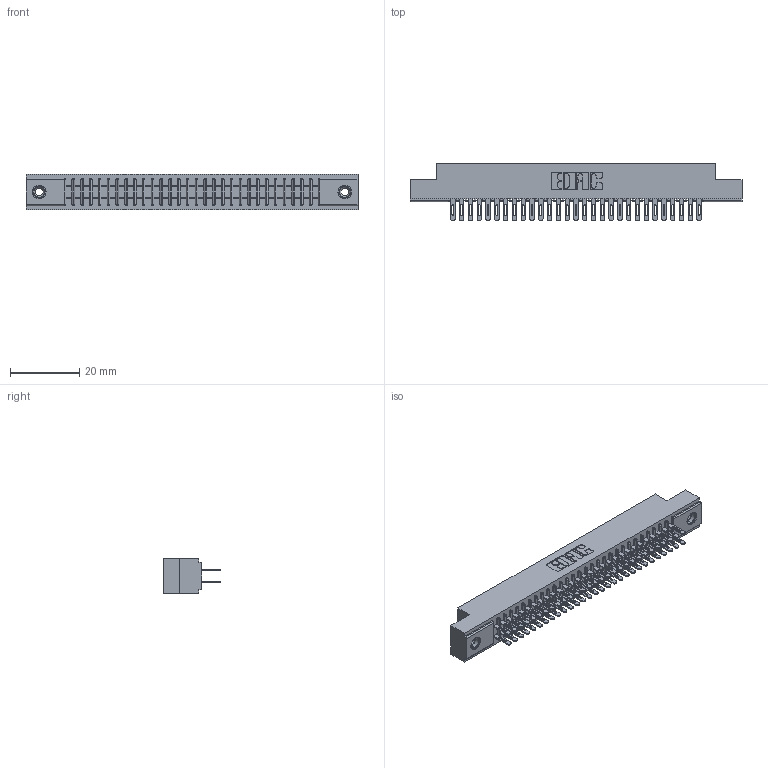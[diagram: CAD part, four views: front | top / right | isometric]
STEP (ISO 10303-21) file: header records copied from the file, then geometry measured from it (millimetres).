
FILE_DESCRIPTION (( 'STEP AP203' ), '1' );
FILE_NAME ('341-058-500-208.STEP', '2018-08-07T16:01:04', ( '' ), ( '' ), 'SwSTEP 2.0', 'SolidWorks 2016', '' );
FILE_SCHEMA (( 'CONFIG_CONTROL_DESIGN' ));
Length unit declared in the file: inch
Products named in the file (4): 341 Part_.156 (3.96) Dia Mounting Holes; 345-250-001_345-250-003-102; 341-292-001_341-292-100; 341-058-500-208
Assembly tree (61 placements, depth 2):
  341-058-500-208
    341 Part_.156 (3.96) Dia Mounting Holes
    341-292-001_341-292-100  x58
    345-250-001_345-250-003-102  x2
Bounding box: 95.89 x 16.69 x 10.16 mm (x, y, z)
Volume: 7137.5 mm3; surface area: 12761.9 mm2
Topology: 61 solids, 61 shells, 4004 faces, 11559 edges, 7482 vertices
Faces by surface type: plane 2304, cylinder 1568, sphere 60, torus 60, cone 12
Entity records: 38021 total; most frequent: CARTESIAN_POINT 6302, ORIENTED_EDGE 6254, DIRECTION 6139, EDGE_CURVE 3127, VECTOR 2505, LINE 2505, VERTEX_POINT 1980, AXIS2_PLACEMENT_3D 1817
